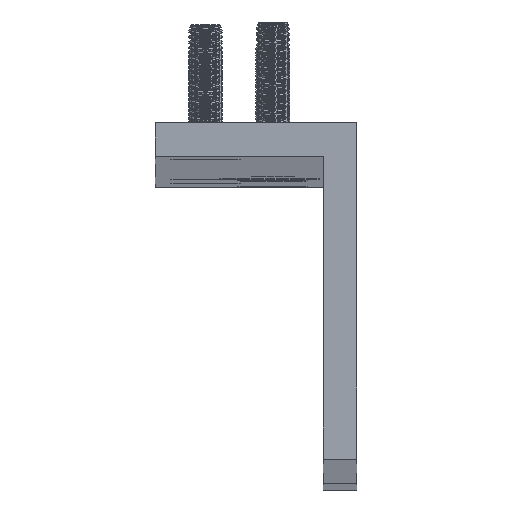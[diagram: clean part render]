
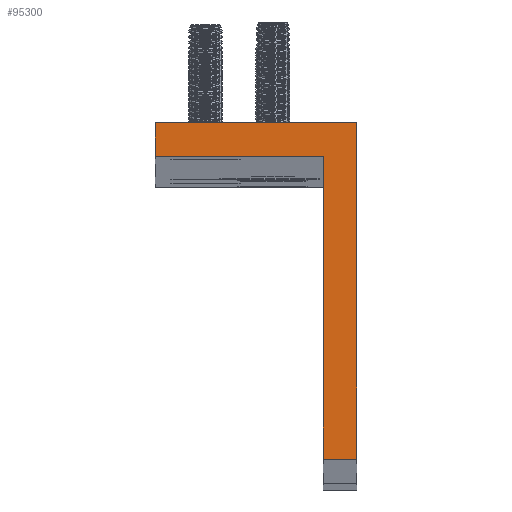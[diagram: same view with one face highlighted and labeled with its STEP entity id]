
A CAD part, top view. The second image highlights one B-rep face of the part: STEP entity #95300.
In plain terms, the highlighted planar face has unit normal (0, 0, 1).
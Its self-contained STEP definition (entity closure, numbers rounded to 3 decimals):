
#94750=CARTESIAN_POINT('',(0.,0.,467.5));
#94760=DIRECTION('',(0.,0.,1.));
#94770=DIRECTION('',(1.,0.,0.));
#94780=AXIS2_PLACEMENT_3D('',#94750,#94760,#94770);
#94790=PLANE('',#94780);
#94800=CARTESIAN_POINT('',(25.217,64.721,467.5));
#94810=DIRECTION('',(1.,0.,0.));
#94820=VECTOR('',#94810,1.);
#94830=LINE('',#94800,#94820);
#94840=CARTESIAN_POINT('',(15.901,64.721,467.5));
#94850=VERTEX_POINT('',#94840);
#94860=CARTESIAN_POINT('',(45.901,64.721,467.5));
#94870=VERTEX_POINT('',#94860);
#94880=EDGE_CURVE('',#94850,#94870,#94830,.T.);
#94890=ORIENTED_EDGE('',*,*,#94880,.F.);
#94900=CARTESIAN_POINT('',(45.901,65.423,467.5));
#94910=DIRECTION('',(0.,1.,0.));
#94920=VECTOR('',#94910,1.);
#94930=LINE('',#94900,#94920);
#94940=CARTESIAN_POINT('',(45.901,14.721,467.5));
#94950=VERTEX_POINT('',#94940);
#94960=EDGE_CURVE('',#94950,#94870,#94930,.T.);
#94970=ORIENTED_EDGE('',*,*,#94960,.T.);
#94980=CARTESIAN_POINT('',(25.217,14.721,467.5));
#94990=DIRECTION('',(1.,0.,0.));
#95000=VECTOR('',#94990,1.);
#95010=LINE('',#94980,#95000);
#95020=CARTESIAN_POINT('',(40.901,14.721,467.5));
#95030=VERTEX_POINT('',#95020);
#95040=EDGE_CURVE('',#95030,#94950,#95010,.T.);
#95050=ORIENTED_EDGE('',*,*,#95040,.T.);
#95060=CARTESIAN_POINT('',(40.901,65.423,467.5));
#95070=DIRECTION('',(0.,1.,0.));
#95080=VECTOR('',#95070,1.);
#95090=LINE('',#95060,#95080);
#95100=CARTESIAN_POINT('',(40.901,59.721,467.5));
#95110=VERTEX_POINT('',#95100);
#95120=EDGE_CURVE('',#95030,#95110,#95090,.T.);
#95130=ORIENTED_EDGE('',*,*,#95120,.F.);
#95140=CARTESIAN_POINT('',(25.217,59.721,467.5));
#95150=DIRECTION('',(1.,0.,0.));
#95160=VECTOR('',#95150,1.);
#95170=LINE('',#95140,#95160);
#95180=CARTESIAN_POINT('',(15.901,59.721,467.5));
#95190=VERTEX_POINT('',#95180);
#95200=EDGE_CURVE('',#95190,#95110,#95170,.T.);
#95210=ORIENTED_EDGE('',*,*,#95200,.T.);
#95220=CARTESIAN_POINT('',(15.901,65.423,467.5));
#95230=DIRECTION('',(0.,1.,0.));
#95240=VECTOR('',#95230,1.);
#95250=LINE('',#95220,#95240);
#95260=EDGE_CURVE('',#95190,#94850,#95250,.T.);
#95270=ORIENTED_EDGE('',*,*,#95260,.F.);
#95280=EDGE_LOOP('',(#95270,#95210,#95130,#95050,#94970,#94890));
#95290=FACE_OUTER_BOUND('',#95280,.T.);
#95300=ADVANCED_FACE('',(#95290),#94790,.T.);
